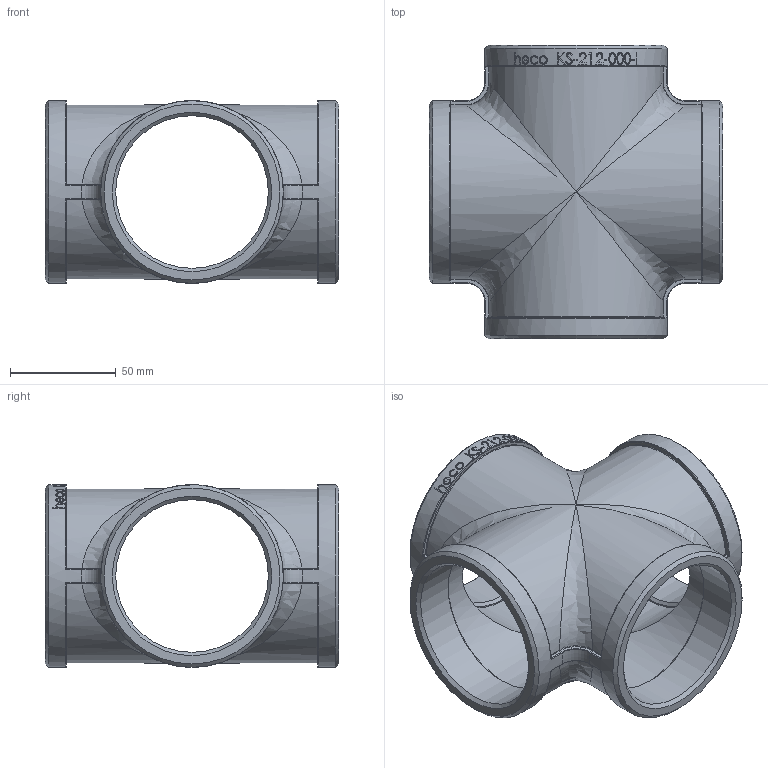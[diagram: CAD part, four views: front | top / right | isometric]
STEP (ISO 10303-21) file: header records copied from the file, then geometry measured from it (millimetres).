
FILE_DESCRIPTION (( 'STEP AP214' ), '1' );
FILE_NAME ('heco_KS-212-000-I.STEP', '2016-06-17T10:34:21', ( '' ), ( '' ), 'SwSTEP 2.0', 'SolidWorks 2011', '' );
FILE_SCHEMA (( 'AUTOMOTIVE_DESIGN' ));
Length unit declared in the file: millimetre
Products named in the file (1): heco_KS-212-000-I
Bounding box: 139 x 139 x 86.5 mm (x, y, z)
Volume: 204500.3 mm3; surface area: 95268.5 mm2
Topology: 1 solids, 1 shells, 366 faces, 895 edges, 530 vertices
Faces by surface type: bspline 151, cylinder 89, plane 70, torus 28, sphere 16, cone 12
Full cylindrical faces by diameter (mm): 72.226 x4, 76.1 x4, 86.5 x4
Entity records: 32966 total; most frequent: CARTESIAN_POINT 23685, ORIENTED_EDGE 1678, DIRECTION 1002, EDGE_CURVE 839, VERTEX_POINT 522, B_SPLINE_CURVE_WITH_KNOTS 465, EDGE_LOOP 419, AXIS2_PLACEMENT_3D 416
